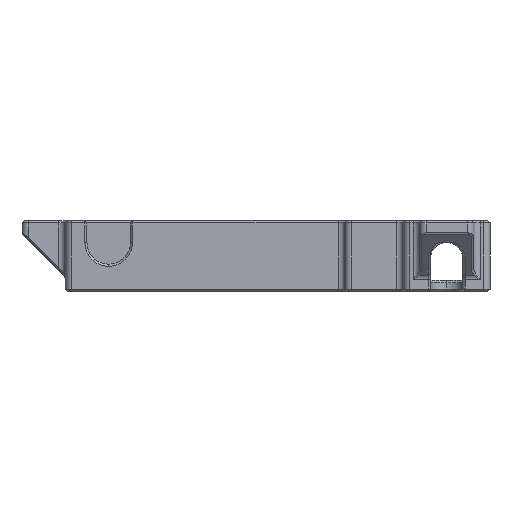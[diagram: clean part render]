
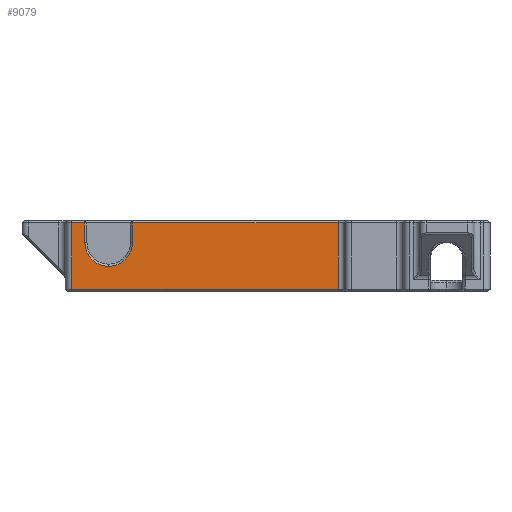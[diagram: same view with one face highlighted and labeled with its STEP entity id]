
A CAD part, front view. The second image highlights one B-rep face of the part: STEP entity #9079.
In plain terms, the highlighted planar face has unit normal (0, -1, 0).
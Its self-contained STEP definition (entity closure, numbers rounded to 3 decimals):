
#464 = ORIENTED_EDGE ( 'NONE', *, *, #10916, .T. ) ;
#679 = VECTOR ( 'NONE', #8531, 1000. ) ;
#1309 = AXIS2_PLACEMENT_3D ( 'NONE', #12193, #12119, #9338 ) ;
#1372 = CARTESIAN_POINT ( 'NONE',  ( -66.8, -8., 12.6 ) ) ;
#1605 = DIRECTION ( 'NONE',  ( 0., 1., 0. ) ) ;
#2079 = LINE ( 'NONE', #4813, #10550 ) ;
#2343 = CARTESIAN_POINT ( 'NONE',  ( 0., -8., 0.4 ) ) ;
#2428 = VERTEX_POINT ( 'NONE', #2921 ) ;
#2446 = EDGE_CURVE ( 'NONE', #2428, #12247, #6766, .T. ) ;
#2498 = FACE_OUTER_BOUND ( 'NONE', #8031, .T. ) ;
#2581 = ORIENTED_EDGE ( 'NONE', *, *, #7590, .T. ) ;
#2921 = CARTESIAN_POINT ( 'NONE',  ( -66.8, -8., 9. ) ) ;
#3039 = ORIENTED_EDGE ( 'NONE', *, *, #9692, .T. ) ;
#3079 = EDGE_CURVE ( 'NONE', #12247, #8421, #10156, .T. ) ;
#3305 = VERTEX_POINT ( 'NONE', #6492 ) ;
#3348 = VERTEX_POINT ( 'NONE', #9264 ) ;
#4024 = EDGE_CURVE ( 'NONE', #5489, #2428, #9289, .T. ) ;
#4254 = CARTESIAN_POINT ( 'NONE',  ( -58., -8., 13. ) ) ;
#4428 = DIRECTION ( 'NONE',  ( -1., 0., 0. ) ) ;
#4531 = PLANE ( 'NONE',  #6699 ) ;
#4646 = CARTESIAN_POINT ( 'NONE',  ( -58., -8., 12.6 ) ) ;
#4647 = CARTESIAN_POINT ( 'NONE',  ( -62.4, -8., 9. ) ) ;
#4652 = DIRECTION ( 'NONE',  ( 0., 1., 0. ) ) ;
#4813 = CARTESIAN_POINT ( 'NONE',  ( -20., -8., 13. ) ) ;
#5445 = VERTEX_POINT ( 'NONE', #9659 ) ;
#5461 = CARTESIAN_POINT ( 'NONE',  ( 0., -8., 13. ) ) ;
#5463 = ORIENTED_EDGE ( 'NONE', *, *, #4024, .T. ) ;
#5489 = VERTEX_POINT ( 'NONE', #11681 ) ;
#5931 = VECTOR ( 'NONE', #9656, 1000. ) ;
#6111 = LINE ( 'NONE', #8368, #8762 ) ;
#6253 = LINE ( 'NONE', #2343, #12173 ) ;
#6357 = DIRECTION ( 'NONE',  ( 0., 0., -1. ) ) ;
#6474 = ORIENTED_EDGE ( 'NONE', *, *, #8461, .T. ) ;
#6492 = CARTESIAN_POINT ( 'NONE',  ( -20., -8., 0.4 ) ) ;
#6523 = DIRECTION ( 'NONE',  ( -1., 0., 0. ) ) ;
#6699 = AXIS2_PLACEMENT_3D ( 'NONE', #5461, #4652, #11140 ) ;
#6703 = LINE ( 'NONE', #9476, #679 ) ;
#6766 = LINE ( 'NONE', #10616, #5931 ) ;
#6975 = EDGE_CURVE ( 'NONE', #10015, #5489, #9162, .T. ) ;
#7590 = EDGE_CURVE ( 'NONE', #8421, #3348, #6111, .T. ) ;
#8031 = EDGE_LOOP ( 'NONE', ( #2581, #6474, #10205, #3039, #464, #11083, #5463, #8156, #10440 ) ) ;
#8156 = ORIENTED_EDGE ( 'NONE', *, *, #2446, .T. ) ;
#8255 = CARTESIAN_POINT ( 'NONE',  ( -69.2, -8., 12.6 ) ) ;
#8330 = EDGE_CURVE ( 'NONE', #3305, #5445, #2079, .T. ) ;
#8368 = CARTESIAN_POINT ( 'NONE',  ( -69.2, -8., 13. ) ) ;
#8421 = VERTEX_POINT ( 'NONE', #11919 ) ;
#8461 = EDGE_CURVE ( 'NONE', #3348, #3305, #6253, .T. ) ;
#8510 = AXIS2_PLACEMENT_3D ( 'NONE', #4647, #1605, #6523 ) ;
#8531 = DIRECTION ( 'NONE',  ( -1., 0., 0. ) ) ;
#8645 = DIRECTION ( 'NONE',  ( 0., 0., 1. ) ) ;
#8762 = VECTOR ( 'NONE', #6357, 1000. ) ;
#9079 = ADVANCED_FACE ( 'NONE', ( #2498 ), #4531, .F. ) ;
#9162 = CIRCLE ( 'NONE', #1309, 4.4 ) ;
#9165 = VECTOR ( 'NONE', #11685, 1000. ) ;
#9264 = CARTESIAN_POINT ( 'NONE',  ( -69.2, -8., 0.4 ) ) ;
#9289 = CIRCLE ( 'NONE', #8510, 4.4 ) ;
#9338 = DIRECTION ( 'NONE',  ( -1., 0., 0. ) ) ;
#9476 = CARTESIAN_POINT ( 'NONE',  ( -58.4, -8., 12.6 ) ) ;
#9656 = DIRECTION ( 'NONE',  ( 0., 0., 1. ) ) ;
#9659 = CARTESIAN_POINT ( 'NONE',  ( -20., -8., 12.6 ) ) ;
#9692 = EDGE_CURVE ( 'NONE', #5445, #11535, #6703, .T. ) ;
#10015 = VERTEX_POINT ( 'NONE', #11969 ) ;
#10156 = LINE ( 'NONE', #8255, #12344 ) ;
#10205 = ORIENTED_EDGE ( 'NONE', *, *, #8330, .T. ) ;
#10440 = ORIENTED_EDGE ( 'NONE', *, *, #3079, .T. ) ;
#10550 = VECTOR ( 'NONE', #8645, 1000. ) ;
#10616 = CARTESIAN_POINT ( 'NONE',  ( -66.8, -8., 13. ) ) ;
#10854 = DIRECTION ( 'NONE',  ( 1., 0., 0. ) ) ;
#10916 = EDGE_CURVE ( 'NONE', #11535, #10015, #11875, .T. ) ;
#11083 = ORIENTED_EDGE ( 'NONE', *, *, #6975, .T. ) ;
#11140 = DIRECTION ( 'NONE',  ( -1., 0., 0. ) ) ;
#11535 = VERTEX_POINT ( 'NONE', #4646 ) ;
#11681 = CARTESIAN_POINT ( 'NONE',  ( -62.4, -8., 4.6 ) ) ;
#11685 = DIRECTION ( 'NONE',  ( 0., 0., -1. ) ) ;
#11875 = LINE ( 'NONE', #4254, #9165 ) ;
#11919 = CARTESIAN_POINT ( 'NONE',  ( -69.2, -8., 12.6 ) ) ;
#11969 = CARTESIAN_POINT ( 'NONE',  ( -58., -8., 9. ) ) ;
#12119 = DIRECTION ( 'NONE',  ( 0., 1., 0. ) ) ;
#12173 = VECTOR ( 'NONE', #10854, 1000. ) ;
#12193 = CARTESIAN_POINT ( 'NONE',  ( -62.4, -8., 9. ) ) ;
#12247 = VERTEX_POINT ( 'NONE', #1372 ) ;
#12344 = VECTOR ( 'NONE', #4428, 1000. ) ;
